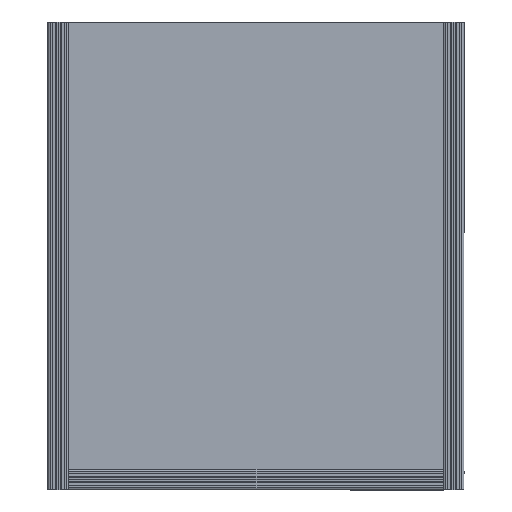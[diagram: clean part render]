
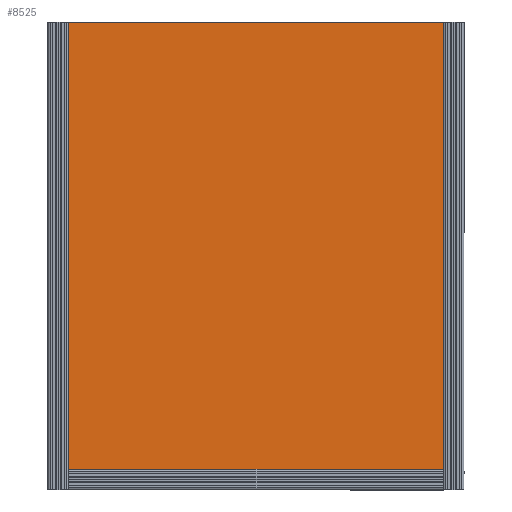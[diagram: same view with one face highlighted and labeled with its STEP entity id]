
A CAD part, left-side view. The second image highlights one B-rep face of the part: STEP entity #8525.
In plain terms, the highlighted face is planar.
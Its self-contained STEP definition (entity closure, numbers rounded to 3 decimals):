
#573 = ORIENTED_EDGE ( 'NONE', *, *, #2592, .F. ) ;
#1979 = EDGE_LOOP ( 'NONE', ( #573, #15372, #15541, #11932 ) ) ;
#2592 = EDGE_CURVE ( 'NONE', #14389, #12118, #9707, .T. ) ;
#3245 = CARTESIAN_POINT ( 'NONE',  ( -600.727, -486.927, -2. ) ) ;
#3417 = VECTOR ( 'NONE', #10194, 1000. ) ;
#4428 = VERTEX_POINT ( 'NONE', #4851 ) ;
#4734 = VECTOR ( 'NONE', #8418, 1000. ) ;
#4851 = CARTESIAN_POINT ( 'NONE',  ( -28.327, 257.873, -2. ) ) ;
#4923 = FACE_OUTER_BOUND ( 'NONE', #1979, .T. ) ;
#4982 = DIRECTION ( 'NONE',  ( 1., 0., 0. ) ) ;
#5261 = CARTESIAN_POINT ( 'NONE',  ( -600.727, 257.873, -2. ) ) ;
#6389 = PLANE ( 'NONE',  #12954 ) ;
#7243 = CARTESIAN_POINT ( 'NONE',  ( -900.727, 257.873, -2. ) ) ;
#7357 = CARTESIAN_POINT ( 'NONE',  ( -900.727, -486.927, -2. ) ) ;
#7399 = LINE ( 'NONE', #5261, #13024 ) ;
#7733 = VERTEX_POINT ( 'NONE', #7243 ) ;
#8418 = DIRECTION ( 'NONE',  ( 1., 0., 0. ) ) ;
#8525 = ADVANCED_FACE ( 'NONE', ( #4923 ), #6389, .F. ) ;
#8807 = VECTOR ( 'NONE', #15144, 1000. ) ;
#9075 = DIRECTION ( 'NONE',  ( 0., 0., 1. ) ) ;
#9707 = LINE ( 'NONE', #3245, #4734 ) ;
#10194 = DIRECTION ( 'NONE',  ( 0., 1., 0. ) ) ;
#11418 = CARTESIAN_POINT ( 'NONE',  ( -900.727, 257.873, -2. ) ) ;
#11573 = DIRECTION ( 'NONE',  ( -1., 0., 0. ) ) ;
#11932 = ORIENTED_EDGE ( 'NONE', *, *, #15461, .F. ) ;
#12061 = EDGE_CURVE ( 'NONE', #4428, #7733, #7399, .T. ) ;
#12118 = VERTEX_POINT ( 'NONE', #16489 ) ;
#12954 = AXIS2_PLACEMENT_3D ( 'NONE', #14211, #9075, #4982 ) ;
#12974 = EDGE_CURVE ( 'NONE', #14389, #7733, #14659, .T. ) ;
#13024 = VECTOR ( 'NONE', #11573, 1000. ) ;
#14211 = CARTESIAN_POINT ( 'NONE',  ( 0., 0., -2. ) ) ;
#14389 = VERTEX_POINT ( 'NONE', #7357 ) ;
#14481 = LINE ( 'NONE', #15042, #3417 ) ;
#14659 = LINE ( 'NONE', #11418, #8807 ) ;
#15042 = CARTESIAN_POINT ( 'NONE',  ( -28.327, 257.873, -2. ) ) ;
#15144 = DIRECTION ( 'NONE',  ( 0., 1., 0. ) ) ;
#15372 = ORIENTED_EDGE ( 'NONE', *, *, #12974, .T. ) ;
#15461 = EDGE_CURVE ( 'NONE', #12118, #4428, #14481, .T. ) ;
#15541 = ORIENTED_EDGE ( 'NONE', *, *, #12061, .F. ) ;
#16489 = CARTESIAN_POINT ( 'NONE',  ( -28.327, -486.927, -2. ) ) ;
